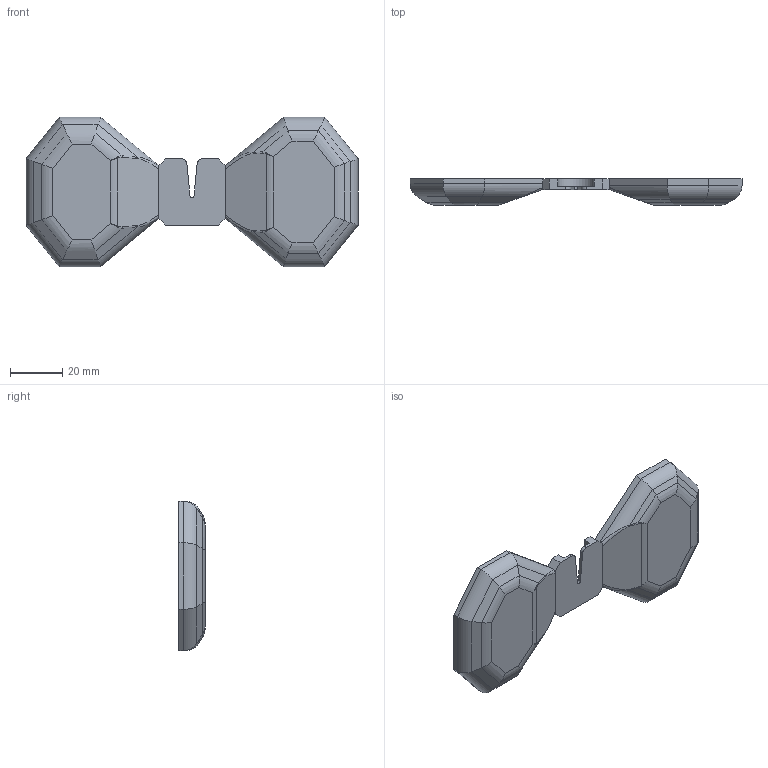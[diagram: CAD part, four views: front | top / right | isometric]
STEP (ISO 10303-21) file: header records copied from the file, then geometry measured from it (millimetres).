
FILE_DESCRIPTION(/* description */ (''),/* implementation_level */ '2;1');
FILE_NAME(/* name */ 'frame.step',/* time_stamp */ '2019-02-17T11:22:24-05:00',/* author */ ('sphawes'),/* organization */ (''),/* preprocessor_version */ 'ST-DEVELOPER v17.2',/* originating_system */ 'Autodesk Translation Framework v7.6.0.251',/* authorisation */ '');
FILE_SCHEMA (('AUTOMOTIVE_DESIGN { 1 0 10303 214 3 1 1 }'));
Length unit declared in the file: millimetre
Products named in the file (2): glowtieV0.4; frame
Assembly tree (1 placements, depth 2):
  glowtieV0.4
    frame
Bounding box: 127 x 10.17 x 57.15 mm (x, y, z)
Volume: 25544.9 mm3; surface area: 14252.2 mm2
Topology: 1 solids, 1 shells, 136 faces, 316 edges, 180 vertices
Faces by surface type: plane 54, cylinder 38, bspline 36, sphere 8
Entity records: 4637 total; most frequent: CARTESIAN_POINT 1666, ORIENTED_EDGE 624, DIRECTION 562, EDGE_CURVE 312, AXIS2_PLACEMENT_3D 199, VERTEX_POINT 180, LINE 164, VECTOR 164
